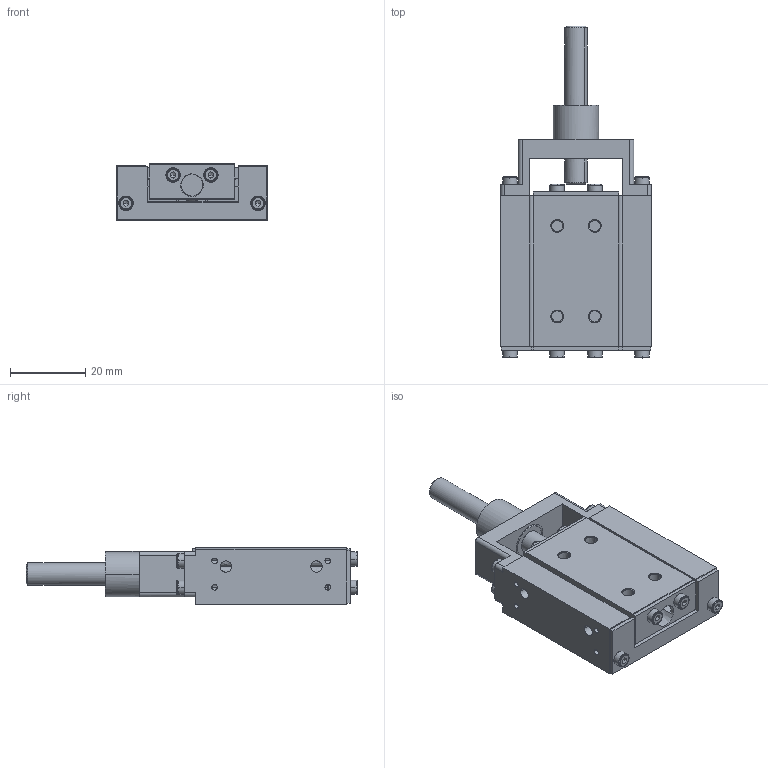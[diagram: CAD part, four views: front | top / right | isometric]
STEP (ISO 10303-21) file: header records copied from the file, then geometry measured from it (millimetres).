
FILE_DESCRIPTION(/* description */ (''),/* implementation_level */ '2;1');
FILE_NAME(/* name */ '02-TS3~2',/* time_stamp */ '2021-12-13T16:58:15+03:00',/* author */ (''),/* organization */ (''),/* preprocessor_version */ 'ST-DEVELOPER v15',/* originating_system */ '',/* authorisation */ '');
FILE_SCHEMA (('AUTOMOTIVE_DESIGN'));
Length unit declared in the file: millimetre
Products named in the file (1): Document
Bounding box: 40 x 88 x 15 mm (x, y, z)
Volume: 13.4 mm3; surface area: 16659.9 mm2
Topology: 10 solids, 25 shells, 482 faces, 1352 edges, 850 vertices
Faces by surface type: bspline 482
Entity records: 34578 total; most frequent: CARTESIAN_POINT 18595, B_SPLINE_CURVE_WITH_KNOTS 2810, ORIENTED_EDGE 2510, PCURVE 2510, DEFINITIONAL_REPRESENTATION 2510, SURFACE_CURVE 1330, EDGE_CURVE 1330, VERTEX_POINT 850
